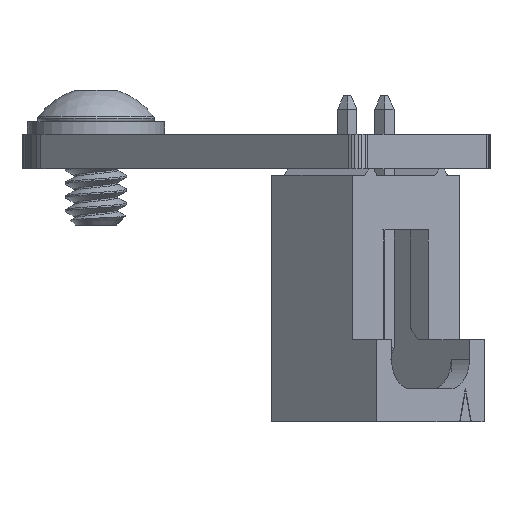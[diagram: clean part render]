
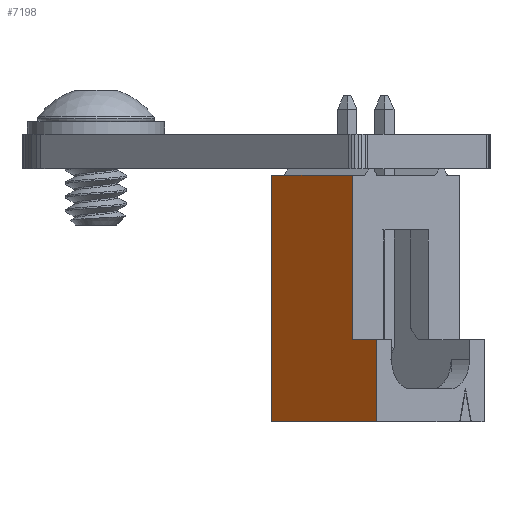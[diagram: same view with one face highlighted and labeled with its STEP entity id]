
A CAD part, left-side view. The second image highlights one B-rep face of the part: STEP entity #7198.
In plain terms, the highlighted face is planar.
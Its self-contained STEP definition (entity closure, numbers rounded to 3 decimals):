
#7198 = ADVANCED_FACE('',(#7199),#7213,.F.);
#7199 = FACE_BOUND('',#7200,.F.);
#7200 = EDGE_LOOP('',(#7201,#7236,#7264,#7292,#7320,#7348));
#7201 = ORIENTED_EDGE('',*,*,#7202,.T.);
#7202 = EDGE_CURVE('',#7203,#7205,#7207,.T.);
#7203 = VERTEX_POINT('',#7204);
#7204 = CARTESIAN_POINT('',(-3.683,-2.54,3.81));
#7205 = VERTEX_POINT('',#7206);
#7206 = CARTESIAN_POINT('',(-3.683,-2.54,-7.62));
#7207 = SURFACE_CURVE('',#7208,(#7212,#7224),.PCURVE_S1.);
#7208 = LINE('',#7209,#7210);
#7209 = CARTESIAN_POINT('',(-3.683,-2.54,3.81));
#7210 = VECTOR('',#7211,1.);
#7211 = DIRECTION('',(0.,0.,-1.));
#7212 = PCURVE('',#7213,#7218);
#7213 = PLANE('',#7214);
#7214 = AXIS2_PLACEMENT_3D('',#7215,#7216,#7217);
#7215 = CARTESIAN_POINT('',(-3.683,0.,0.));
#7216 = DIRECTION('',(1.,0.,0.));
#7217 = DIRECTION('',(0.,0.,-1.));
#7218 = DEFINITIONAL_REPRESENTATION('',(#7219),#7223);
#7219 = LINE('',#7220,#7221);
#7220 = CARTESIAN_POINT('',(-3.81,-2.54));
#7221 = VECTOR('',#7222,1.);
#7222 = DIRECTION('',(1.,0.));
#7223 = ( GEOMETRIC_REPRESENTATION_CONTEXT(2) 
PARAMETRIC_REPRESENTATION_CONTEXT() REPRESENTATION_CONTEXT('2D SPACE',''
  ) );
#7224 = PCURVE('',#7225,#7230);
#7225 = PLANE('',#7226);
#7226 = AXIS2_PLACEMENT_3D('',#7227,#7228,#7229);
#7227 = CARTESIAN_POINT('',(-3.683,-2.54,3.81));
#7228 = DIRECTION('',(0.,-1.,0.));
#7229 = DIRECTION('',(0.,0.,-1.));
#7230 = DEFINITIONAL_REPRESENTATION('',(#7231),#7235);
#7231 = LINE('',#7232,#7233);
#7232 = CARTESIAN_POINT('',(0.,0.));
#7233 = VECTOR('',#7234,1.);
#7234 = DIRECTION('',(1.,0.));
#7235 = ( GEOMETRIC_REPRESENTATION_CONTEXT(2) 
PARAMETRIC_REPRESENTATION_CONTEXT() REPRESENTATION_CONTEXT('2D SPACE',''
  ) );
#7236 = ORIENTED_EDGE('',*,*,#7237,.T.);
#7237 = EDGE_CURVE('',#7205,#7238,#7240,.T.);
#7238 = VERTEX_POINT('',#7239);
#7239 = CARTESIAN_POINT('',(-3.683,2.54,-7.62));
#7240 = SURFACE_CURVE('',#7241,(#7245,#7252),.PCURVE_S1.);
#7241 = LINE('',#7242,#7243);
#7242 = CARTESIAN_POINT('',(-3.683,-2.54,-7.62));
#7243 = VECTOR('',#7244,1.);
#7244 = DIRECTION('',(0.,1.,0.));
#7245 = PCURVE('',#7213,#7246);
#7246 = DEFINITIONAL_REPRESENTATION('',(#7247),#7251);
#7247 = LINE('',#7248,#7249);
#7248 = CARTESIAN_POINT('',(7.62,-2.54));
#7249 = VECTOR('',#7250,1.);
#7250 = DIRECTION('',(0.,1.));
#7251 = ( GEOMETRIC_REPRESENTATION_CONTEXT(2) 
PARAMETRIC_REPRESENTATION_CONTEXT() REPRESENTATION_CONTEXT('2D SPACE',''
  ) );
#7252 = PCURVE('',#7253,#7258);
#7253 = PLANE('',#7254);
#7254 = AXIS2_PLACEMENT_3D('',#7255,#7256,#7257);
#7255 = CARTESIAN_POINT('',(-3.683,-2.54,-7.62));
#7256 = DIRECTION('',(0.,0.,-1.));
#7257 = DIRECTION('',(0.,1.,0.));
#7258 = DEFINITIONAL_REPRESENTATION('',(#7259),#7263);
#7259 = LINE('',#7260,#7261);
#7260 = CARTESIAN_POINT('',(0.,0.));
#7261 = VECTOR('',#7262,1.);
#7262 = DIRECTION('',(1.,0.));
#7263 = ( GEOMETRIC_REPRESENTATION_CONTEXT(2) 
PARAMETRIC_REPRESENTATION_CONTEXT() REPRESENTATION_CONTEXT('2D SPACE',''
  ) );
#7264 = ORIENTED_EDGE('',*,*,#7265,.T.);
#7265 = EDGE_CURVE('',#7238,#7266,#7268,.T.);
#7266 = VERTEX_POINT('',#7267);
#7267 = CARTESIAN_POINT('',(-3.683,2.54,0.));
#7268 = SURFACE_CURVE('',#7269,(#7273,#7280),.PCURVE_S1.);
#7269 = LINE('',#7270,#7271);
#7270 = CARTESIAN_POINT('',(-3.683,2.54,-7.62));
#7271 = VECTOR('',#7272,1.);
#7272 = DIRECTION('',(0.,0.,1.));
#7273 = PCURVE('',#7213,#7274);
#7274 = DEFINITIONAL_REPRESENTATION('',(#7275),#7279);
#7275 = LINE('',#7276,#7277);
#7276 = CARTESIAN_POINT('',(7.62,2.54));
#7277 = VECTOR('',#7278,1.);
#7278 = DIRECTION('',(-1.,0.));
#7279 = ( GEOMETRIC_REPRESENTATION_CONTEXT(2) 
PARAMETRIC_REPRESENTATION_CONTEXT() REPRESENTATION_CONTEXT('2D SPACE',''
  ) );
#7280 = PCURVE('',#7281,#7286);
#7281 = PLANE('',#7282);
#7282 = AXIS2_PLACEMENT_3D('',#7283,#7284,#7285);
#7283 = CARTESIAN_POINT('',(-3.683,2.54,-7.62));
#7284 = DIRECTION('',(0.,1.,0.));
#7285 = DIRECTION('',(0.,-0.,1.));
#7286 = DEFINITIONAL_REPRESENTATION('',(#7287),#7291);
#7287 = LINE('',#7288,#7289);
#7288 = CARTESIAN_POINT('',(0.,0.));
#7289 = VECTOR('',#7290,1.);
#7290 = DIRECTION('',(1.,0.));
#7291 = ( GEOMETRIC_REPRESENTATION_CONTEXT(2) 
PARAMETRIC_REPRESENTATION_CONTEXT() REPRESENTATION_CONTEXT('2D SPACE',''
  ) );
#7292 = ORIENTED_EDGE('',*,*,#7293,.T.);
#7293 = EDGE_CURVE('',#7266,#7294,#7296,.T.);
#7294 = VERTEX_POINT('',#7295);
#7295 = CARTESIAN_POINT('',(-3.683,4.064,0.));
#7296 = SURFACE_CURVE('',#7297,(#7301,#7308),.PCURVE_S1.);
#7297 = LINE('',#7298,#7299);
#7298 = CARTESIAN_POINT('',(-3.683,2.54,0.));
#7299 = VECTOR('',#7300,1.);
#7300 = DIRECTION('',(0.,1.,0.));
#7301 = PCURVE('',#7213,#7302);
#7302 = DEFINITIONAL_REPRESENTATION('',(#7303),#7307);
#7303 = LINE('',#7304,#7305);
#7304 = CARTESIAN_POINT('',(0.,2.54));
#7305 = VECTOR('',#7306,1.);
#7306 = DIRECTION('',(0.,1.));
#7307 = ( GEOMETRIC_REPRESENTATION_CONTEXT(2) 
PARAMETRIC_REPRESENTATION_CONTEXT() REPRESENTATION_CONTEXT('2D SPACE',''
  ) );
#7308 = PCURVE('',#7309,#7314);
#7309 = PLANE('',#7310);
#7310 = AXIS2_PLACEMENT_3D('',#7311,#7312,#7313);
#7311 = CARTESIAN_POINT('',(-3.683,2.54,0.));
#7312 = DIRECTION('',(0.,0.,-1.));
#7313 = DIRECTION('',(0.,1.,0.));
#7314 = DEFINITIONAL_REPRESENTATION('',(#7315),#7319);
#7315 = LINE('',#7316,#7317);
#7316 = CARTESIAN_POINT('',(0.,0.));
#7317 = VECTOR('',#7318,1.);
#7318 = DIRECTION('',(1.,0.));
#7319 = ( GEOMETRIC_REPRESENTATION_CONTEXT(2) 
PARAMETRIC_REPRESENTATION_CONTEXT() REPRESENTATION_CONTEXT('2D SPACE',''
  ) );
#7320 = ORIENTED_EDGE('',*,*,#7321,.T.);
#7321 = EDGE_CURVE('',#7294,#7322,#7324,.T.);
#7322 = VERTEX_POINT('',#7323);
#7323 = CARTESIAN_POINT('',(-3.683,4.064,3.81));
#7324 = SURFACE_CURVE('',#7325,(#7329,#7336),.PCURVE_S1.);
#7325 = LINE('',#7326,#7327);
#7326 = CARTESIAN_POINT('',(-3.683,4.064,0.));
#7327 = VECTOR('',#7328,1.);
#7328 = DIRECTION('',(0.,0.,1.));
#7329 = PCURVE('',#7213,#7330);
#7330 = DEFINITIONAL_REPRESENTATION('',(#7331),#7335);
#7331 = LINE('',#7332,#7333);
#7332 = CARTESIAN_POINT('',(0.,4.064));
#7333 = VECTOR('',#7334,1.);
#7334 = DIRECTION('',(-1.,0.));
#7335 = ( GEOMETRIC_REPRESENTATION_CONTEXT(2) 
PARAMETRIC_REPRESENTATION_CONTEXT() REPRESENTATION_CONTEXT('2D SPACE',''
  ) );
#7336 = PCURVE('',#7337,#7342);
#7337 = PLANE('',#7338);
#7338 = AXIS2_PLACEMENT_3D('',#7339,#7340,#7341);
#7339 = CARTESIAN_POINT('',(-3.683,4.064,0.));
#7340 = DIRECTION('',(0.,1.,0.));
#7341 = DIRECTION('',(0.,-0.,1.));
#7342 = DEFINITIONAL_REPRESENTATION('',(#7343),#7347);
#7343 = LINE('',#7344,#7345);
#7344 = CARTESIAN_POINT('',(0.,0.));
#7345 = VECTOR('',#7346,1.);
#7346 = DIRECTION('',(1.,0.));
#7347 = ( GEOMETRIC_REPRESENTATION_CONTEXT(2) 
PARAMETRIC_REPRESENTATION_CONTEXT() REPRESENTATION_CONTEXT('2D SPACE',''
  ) );
#7348 = ORIENTED_EDGE('',*,*,#7349,.T.);
#7349 = EDGE_CURVE('',#7322,#7203,#7350,.T.);
#7350 = SURFACE_CURVE('',#7351,(#7355,#7362),.PCURVE_S1.);
#7351 = LINE('',#7352,#7353);
#7352 = CARTESIAN_POINT('',(-3.683,4.064,3.81));
#7353 = VECTOR('',#7354,1.);
#7354 = DIRECTION('',(0.,-1.,0.));
#7355 = PCURVE('',#7213,#7356);
#7356 = DEFINITIONAL_REPRESENTATION('',(#7357),#7361);
#7357 = LINE('',#7358,#7359);
#7358 = CARTESIAN_POINT('',(-3.81,4.064));
#7359 = VECTOR('',#7360,1.);
#7360 = DIRECTION('',(0.,-1.));
#7361 = ( GEOMETRIC_REPRESENTATION_CONTEXT(2) 
PARAMETRIC_REPRESENTATION_CONTEXT() REPRESENTATION_CONTEXT('2D SPACE',''
  ) );
#7362 = PCURVE('',#7363,#7368);
#7363 = PLANE('',#7364);
#7364 = AXIS2_PLACEMENT_3D('',#7365,#7366,#7367);
#7365 = CARTESIAN_POINT('',(-3.683,4.064,3.81));
#7366 = DIRECTION('',(0.,0.,1.));
#7367 = DIRECTION('',(0.,-1.,0.));
#7368 = DEFINITIONAL_REPRESENTATION('',(#7369),#7373);
#7369 = LINE('',#7370,#7371);
#7370 = CARTESIAN_POINT('',(0.,0.));
#7371 = VECTOR('',#7372,1.);
#7372 = DIRECTION('',(1.,0.));
#7373 = ( GEOMETRIC_REPRESENTATION_CONTEXT(2) 
PARAMETRIC_REPRESENTATION_CONTEXT() REPRESENTATION_CONTEXT('2D SPACE',''
  ) );
